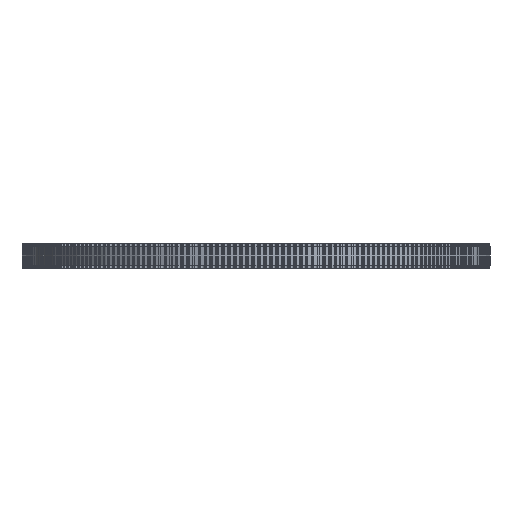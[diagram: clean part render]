
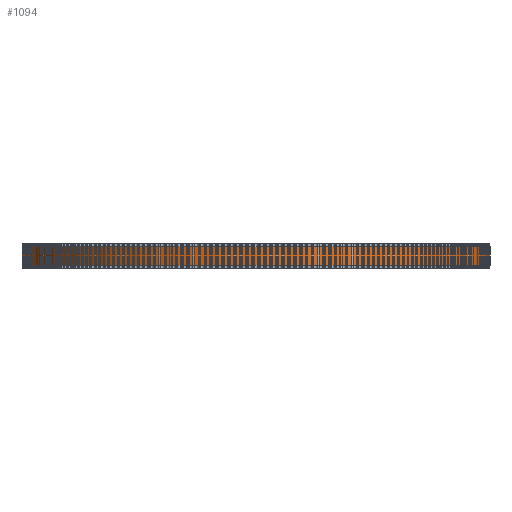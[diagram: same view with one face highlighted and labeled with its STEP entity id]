
A CAD part, front view. The second image highlights one B-rep face of the part: STEP entity #1094.
In plain terms, the highlighted cylindrical face has radius 77.349 mm (diameter 154.699 mm), a full revolution.
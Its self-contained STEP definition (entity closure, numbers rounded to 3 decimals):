
#97=FACE_BOUND('',#4016,.T.);
#98=FACE_BOUND('',#4017,.T.);
#1094=ADVANCED_FACE('',(#97,#98),#2067,.T.);
#2067=CYLINDRICAL_SURFACE('',#21527,77.349);
#4016=EDGE_LOOP('',(#11794));
#4017=EDGE_LOOP('',(#11795));
#11794=ORIENTED_EDGE('',*,*,#16658,.T.);
#11795=ORIENTED_EDGE('',*,*,#16659,.T.);
#13740=VERTEX_POINT('',#34180);
#13741=VERTEX_POINT('',#34182);
#16658=EDGE_CURVE('',#13740,#13740,#18604,.T.);
#16659=EDGE_CURVE('',#13741,#13741,#18605,.T.);
#18604=CIRCLE('',#21525,77.349);
#18605=CIRCLE('',#21526,77.349);
#21525=AXIS2_PLACEMENT_3D('',#34179,#28338,#28339);
#21526=AXIS2_PLACEMENT_3D('',#34181,#28340,#28341);
#21527=AXIS2_PLACEMENT_3D('',#34183,#28342,#28343);
#28338=DIRECTION('',(0.,0.,1.));
#28339=DIRECTION('',(1.,0.,0.));
#28340=DIRECTION('',(0.,0.,-1.));
#28341=DIRECTION('',(1.,0.,0.));
#28342=DIRECTION('',(0.,0.,1.));
#28343=DIRECTION('',(1.,0.,0.));
#34179=CARTESIAN_POINT('',(0.,0.,1.));
#34180=CARTESIAN_POINT('',(77.349,0.,1.));
#34181=CARTESIAN_POINT('',(0.,0.,7.));
#34182=CARTESIAN_POINT('',(77.349,0.,7.));
#34183=CARTESIAN_POINT('',(0.,0.,1.));
